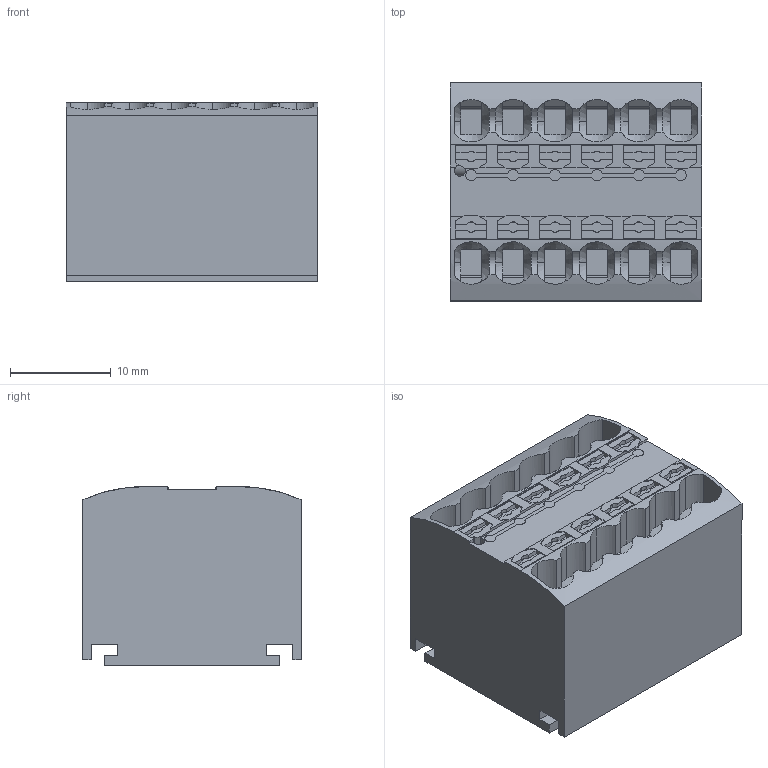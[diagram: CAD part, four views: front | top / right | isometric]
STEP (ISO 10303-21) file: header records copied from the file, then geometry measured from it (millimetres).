
FILE_DESCRIPTION(/* description */ ('Alibre Inc.'),/* implementation_level */ '2;1');
FILE_NAME(/* name */ 'export-1D916BC9-AFEE-4452-88DD-781B2AE71F54',/* time_stamp */ '2021-01-31T15:31:16+01:00',/* author */ (''),/* organization */ (''),/* preprocessor_version */ 'ST-DEVELOPER v17',/* originating_system */ 'Alibre',/* authorisation */ '');
FILE_SCHEMA (('AUTOMOTIVE_DESIGN'));
Length unit declared in the file: millimetre
Products named in the file (2): PTFIX_12X1.5_G_BU-select
Bounding box: 24.9 x 21.6 x 17.7 mm (x, y, z)
Volume: 7772.3 mm3; surface area: 4502.9 mm2
Topology: 1 solids, 1 shells, 477 faces, 1460 edges, 988 vertices
Faces by surface type: plane 367, cone 60, cylinder 40, bspline 10
Entity records: 30959 total; most frequent: CARTESIAN_POINT 18766, ORIENTED_EDGE 2920, DIRECTION 1716, EDGE_CURVE 1460, VERTEX_POINT 988, VECTOR 983, LINE 983, AXIS2_PLACEMENT_3D 550
